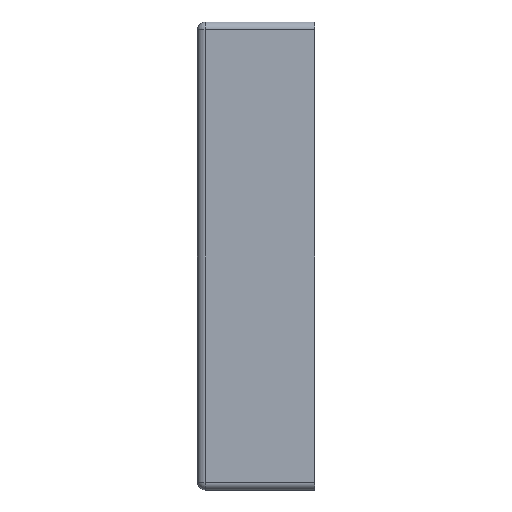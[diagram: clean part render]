
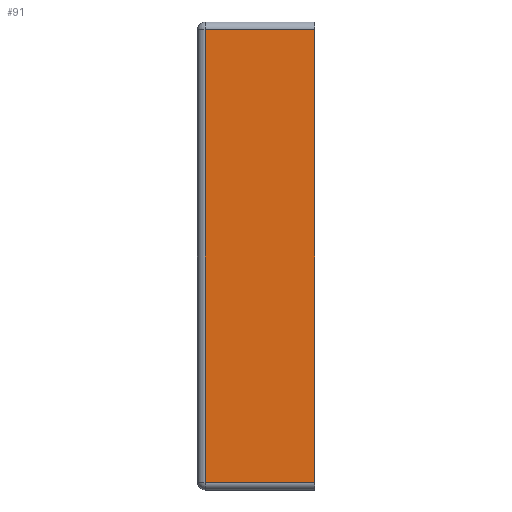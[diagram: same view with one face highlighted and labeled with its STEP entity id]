
A CAD part, left-side view. The second image highlights one B-rep face of the part: STEP entity #91.
In plain terms, the highlighted planar face has unit normal (-1, 0, 0).
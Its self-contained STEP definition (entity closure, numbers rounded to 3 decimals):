
#91 = ADVANCED_FACE ( 'NONE', ( #609 ), #2612, .F. ) ;
#137 = CARTESIAN_POINT ( 'NONE',  ( -30., 0., -30. ) ) ;
#218 = EDGE_CURVE ( 'NONE', #2266, #263, #1108, .T. ) ;
#263 = VERTEX_POINT ( 'NONE', #2727 ) ;
#332 = CARTESIAN_POINT ( 'NONE',  ( -30., 14., 29. ) ) ;
#568 = CARTESIAN_POINT ( 'NONE',  ( -30., 0., 29. ) ) ;
#604 = VECTOR ( 'NONE', #650, 1000. ) ;
#609 = FACE_OUTER_BOUND ( 'NONE', #2558, .T. ) ;
#618 = ORIENTED_EDGE ( 'NONE', *, *, #2502, .T. ) ;
#650 = DIRECTION ( 'NONE',  ( 0., 0., -1. ) ) ;
#732 = ORIENTED_EDGE ( 'NONE', *, *, #958, .T. ) ;
#852 = VECTOR ( 'NONE', #1467, 1000. ) ;
#925 = LINE ( 'NONE', #137, #852 ) ;
#957 = AXIS2_PLACEMENT_3D ( 'NONE', #1448, #2812, #1814 ) ;
#958 = EDGE_CURVE ( 'NONE', #987, #2266, #2798, .T. ) ;
#987 = VERTEX_POINT ( 'NONE', #332 ) ;
#1108 = LINE ( 'NONE', #1872, #1727 ) ;
#1185 = EDGE_CURVE ( 'NONE', #263, #1953, #925, .T. ) ;
#1231 = DIRECTION ( 'NONE',  ( 0., -1., 0. ) ) ;
#1448 = CARTESIAN_POINT ( 'NONE',  ( -30., 15., -30. ) ) ;
#1467 = DIRECTION ( 'NONE',  ( 0., 0., 1. ) ) ;
#1522 = CARTESIAN_POINT ( 'NONE',  ( -30., 14., -29. ) ) ;
#1693 = CARTESIAN_POINT ( 'NONE',  ( -30., 15., 29. ) ) ;
#1727 = VECTOR ( 'NONE', #1231, 1000. ) ;
#1781 = CARTESIAN_POINT ( 'NONE',  ( -30., 14., -30. ) ) ;
#1814 = DIRECTION ( 'NONE',  ( 0., 0., -1. ) ) ;
#1872 = CARTESIAN_POINT ( 'NONE',  ( -30., 15., -29. ) ) ;
#1953 = VERTEX_POINT ( 'NONE', #568 ) ;
#2266 = VERTEX_POINT ( 'NONE', #1522 ) ;
#2413 = DIRECTION ( 'NONE',  ( 0., 1., 0. ) ) ;
#2425 = LINE ( 'NONE', #1693, #2536 ) ;
#2502 = EDGE_CURVE ( 'NONE', #1953, #987, #2425, .T. ) ;
#2536 = VECTOR ( 'NONE', #2413, 1000. ) ;
#2558 = EDGE_LOOP ( 'NONE', ( #2805, #618, #732, #2652 ) ) ;
#2612 = PLANE ( 'NONE',  #957 ) ;
#2652 = ORIENTED_EDGE ( 'NONE', *, *, #218, .T. ) ;
#2727 = CARTESIAN_POINT ( 'NONE',  ( -30., 0., -29. ) ) ;
#2798 = LINE ( 'NONE', #1781, #604 ) ;
#2805 = ORIENTED_EDGE ( 'NONE', *, *, #1185, .T. ) ;
#2812 = DIRECTION ( 'NONE',  ( 1., 0., 0. ) ) ;
